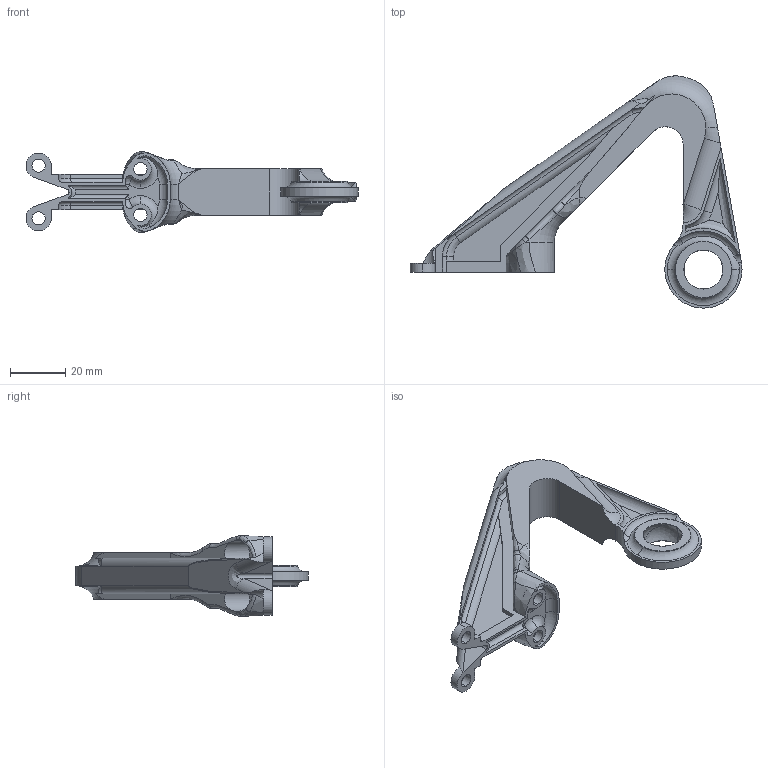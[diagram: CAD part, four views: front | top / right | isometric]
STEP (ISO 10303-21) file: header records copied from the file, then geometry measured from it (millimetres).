
FILE_DESCRIPTION(('CAx-IF Rec.Pracs.---Model Styling and Organization---1.2---2011-12-15','CAx-IF Rec.Pracs.---Geometric and Assembly Validation Properties---4.1---2014-06-16','CAx-IF Rec.Pracs.---PMI Polyline Presentation---2.0---2013-05-24'),'2;1');
FILE_NAME('264g-airplane-bracket-mm-1-2-part-1.stp','2017-04-28T03:09:32+08:00',('HyperWorksVersion-14.0.0.88'),(''),'STEP Interface 4.0 Sp3 by CT CoreTechnologie','3D_Kernel_IO4.0 Sp3 by CT CoreTechnologie','');
FILE_SCHEMA(('AUTOMOTIVE_DESIGN { 1 0 10303 214 1 1 1 1 }'));
Length unit declared in the file: millimetre
Products named in the file (1): 264g-airplane-bracket-mm-1-2-part-1
Bounding box: 120.14 x 84.08 x 29.24 mm (x, y, z)
Volume: 32498.2 mm3; surface area: 15550 mm2
Topology: 1 solids, 1 shells, 228 faces, 603 edges, 376 vertices
Faces by surface type: cylinder 73, plane 64, torus 44, bspline 43, sphere 4
Entity records: 15316 total; most frequent: CARTESIAN_POINT 5733, ORIENTED_EDGE 1190, DIRECTION 1114, EDGE_CURVE 595, PROPERTY_DEFINITION 458, AXIS2_PLACEMENT_3D 441, VERTEX_POINT 376, CIRCLE 255
